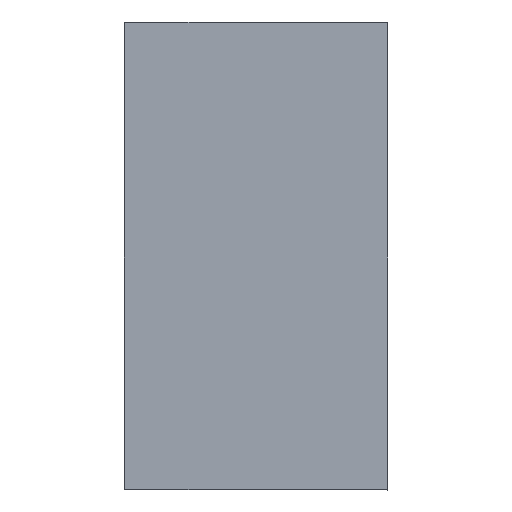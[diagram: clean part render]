
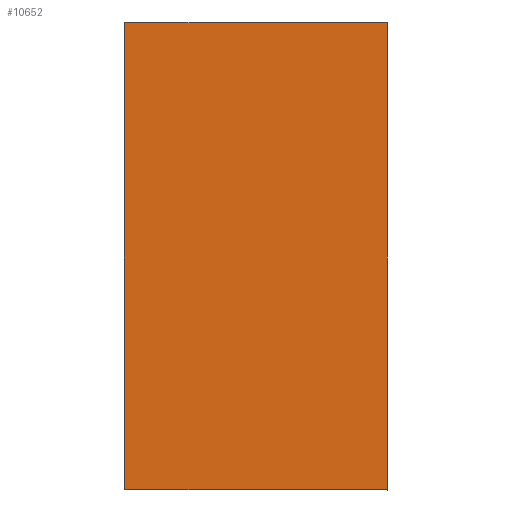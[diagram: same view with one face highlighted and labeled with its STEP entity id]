
A CAD part, top view. The second image highlights one B-rep face of the part: STEP entity #10652.
In plain terms, the highlighted planar face has unit normal (0, 0, 1).
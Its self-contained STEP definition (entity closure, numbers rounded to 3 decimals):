
#169=DIRECTION('',(1.,0.,0.));
#170=VECTOR('',#169,572.229);
#171=CARTESIAN_POINT('',(-286.115,-509.115,0.));
#172=LINE('',#171,#170);
#176=DIRECTION('',(0.,-1.,0.));
#177=VECTOR('',#176,1018.229);
#178=CARTESIAN_POINT('',(-286.115,509.115,0.));
#179=LINE('',#178,#177);
#183=DIRECTION('',(-1.,0.,0.));
#184=VECTOR('',#183,572.229);
#185=CARTESIAN_POINT('',(286.115,509.115,0.));
#186=LINE('',#185,#184);
#190=DIRECTION('',(0.,1.,0.));
#191=VECTOR('',#190,1018.229);
#192=CARTESIAN_POINT('',(286.115,-509.115,0.));
#193=LINE('',#192,#191);
#300=CARTESIAN_POINT('',(-286.115,-509.115,0.));
#416=CARTESIAN_POINT('',(286.115,-509.115,0.));
#532=CARTESIAN_POINT('',(286.115,509.115,0.));
#594=CARTESIAN_POINT('',(-286.115,509.115,0.));
#9890=VERTEX_POINT('',#594);
#9893=VERTEX_POINT('',#532);
#9896=VERTEX_POINT('',#416);
#9899=VERTEX_POINT('',#300);
#10637=CARTESIAN_POINT('',(0.,0.,0.));
#10638=DIRECTION('',(0.,0.,1.));
#10639=DIRECTION('',(1.,0.,0.));
#10640=AXIS2_PLACEMENT_3D('',#10637,#10638,#10639);
#10641=PLANE('',#10640);
#10643=ORIENTED_EDGE('',*,*,#10642,.F.);
#10645=ORIENTED_EDGE('',*,*,#10644,.F.);
#10647=ORIENTED_EDGE('',*,*,#10646,.F.);
#10649=ORIENTED_EDGE('',*,*,#10648,.F.);
#10650=EDGE_LOOP('',(#10643,#10645,#10647,#10649));
#10651=FACE_OUTER_BOUND('',#10650,.F.);
#10642=EDGE_CURVE('',#9899,#9896,#172,.T.);
#10644=EDGE_CURVE('',#9890,#9899,#179,.T.);
#10646=EDGE_CURVE('',#9893,#9890,#186,.T.);
#10648=EDGE_CURVE('',#9896,#9893,#193,.T.);
#10652=ADVANCED_FACE('',(#10651),#10641,.T.);
